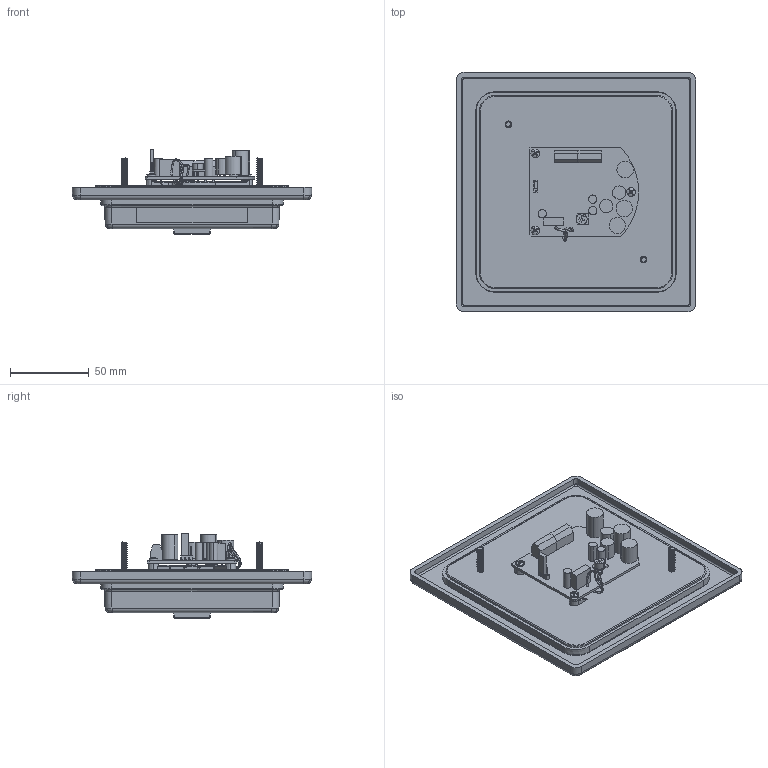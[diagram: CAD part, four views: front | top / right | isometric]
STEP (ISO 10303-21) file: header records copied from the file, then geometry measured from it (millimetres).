
FILE_DESCRIPTION (( 'STEP AP214' ), '1' );
FILE_NAME ('SK167-3D_issue_B.STEP', '2015-12-15T11:19:15', ( '' ), ( '' ), 'SwSTEP 2.0', 'SolidWorks 2016', '' );
FILE_SCHEMA (( 'AUTOMOTIVE_DESIGN' ));
Length unit declared in the file: millimetre
Products named in the file (1): SK167-3D_issue_B
Bounding box: 152.07 x 152.07 x 53.6 mm (x, y, z)
Volume: 406251.5 mm3; surface area: 89624.4 mm2
Topology: 1 solids, 1 shells, 1285 faces, 3036 edges, 1802 vertices
Faces by surface type: cylinder 564, plane 408, sphere 132, bspline 126, torus 30, cone 25
Entity records: 59634 total; most frequent: CARTESIAN_POINT 24947, ORIENTED_EDGE 6020, DIRECTION 5429, EDGE_CURVE 3010, AXIS2_PLACEMENT_3D 1995, VERTEX_POINT 1802, VECTOR 1439, LINE 1439
